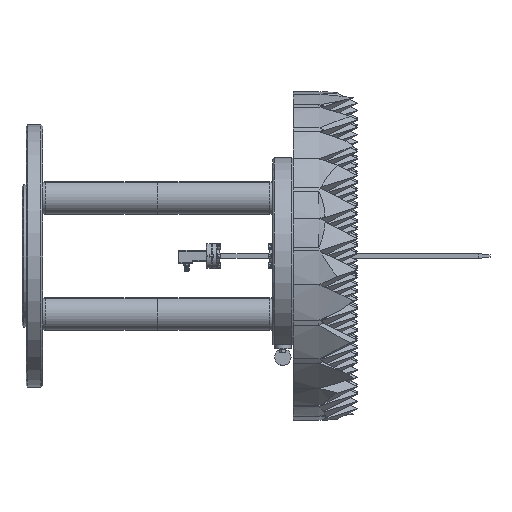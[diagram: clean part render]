
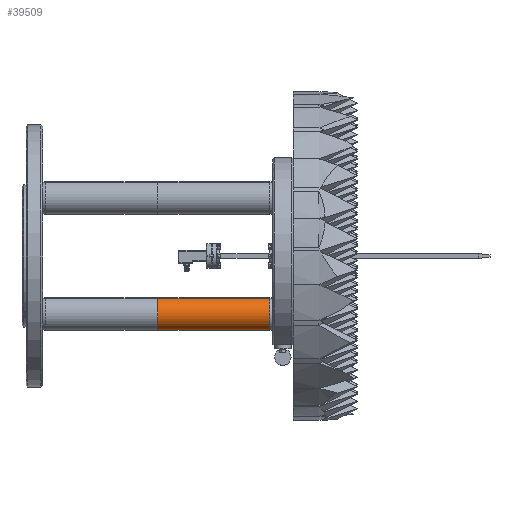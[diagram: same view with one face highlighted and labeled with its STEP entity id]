
A CAD part, left-side view. The second image highlights one B-rep face of the part: STEP entity #39509.
In plain terms, the highlighted cylindrical face has radius 12.7 mm (diameter 25.4 mm), a partial arc.
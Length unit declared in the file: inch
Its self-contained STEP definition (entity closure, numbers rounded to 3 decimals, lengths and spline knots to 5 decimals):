
#3814 = EDGE_LOOP ( 'NONE', ( #22428, #27861, #32584, #26056 ) ) ;
#4954 = LINE ( 'NONE', #56184, #25466 ) ;
#5268 = VERTEX_POINT ( 'NONE', #39554 ) ;
#6334 = CARTESIAN_POINT ( 'NONE',  ( -1.76777, -3.51, -1.76777 ) ) ;
#7232 = AXIS2_PLACEMENT_3D ( 'NONE', #6334, #10629, #19378 ) ;
#7416 = VERTEX_POINT ( 'NONE', #10836 ) ;
#7637 = DIRECTION ( 'NONE',  ( 0., 1., 0. ) ) ;
#9225 = EDGE_CURVE ( 'NONE', #7416, #53485, #20013, .T. ) ;
#9538 = CARTESIAN_POINT ( 'NONE',  ( -1.76777, -6.91, -1.76777 ) ) ;
#10629 = DIRECTION ( 'NONE',  ( 0., 1., 0. ) ) ;
#10836 = CARTESIAN_POINT ( 'NONE',  ( -1.91088, -6.91, -1.28869 ) ) ;
#14964 = VECTOR ( 'NONE', #7637, 39.37008 ) ;
#19378 = DIRECTION ( 'NONE',  ( 0.286, 0., -0.958 ) ) ;
#20013 = CIRCLE ( 'NONE', #26797, 0.5 ) ;
#20550 = FACE_OUTER_BOUND ( 'NONE', #3814, .T. ) ;
#22428 = ORIENTED_EDGE ( 'NONE', *, *, #34472, .F. ) ;
#23461 = VERTEX_POINT ( 'NONE', #26301 ) ;
#24879 = AXIS2_PLACEMENT_3D ( 'NONE', #57508, #31745, #59582 ) ;
#25466 = VECTOR ( 'NONE', #46220, 39.37008 ) ;
#26056 = ORIENTED_EDGE ( 'NONE', *, *, #43632, .T. ) ;
#26301 = CARTESIAN_POINT ( 'NONE',  ( -1.91088, -3.51, -1.28869 ) ) ;
#26686 = LINE ( 'NONE', #41245, #14964 ) ;
#26797 = AXIS2_PLACEMENT_3D ( 'NONE', #9538, #51016, #51928 ) ;
#27861 = ORIENTED_EDGE ( 'NONE', *, *, #41801, .T. ) ;
#31745 = DIRECTION ( 'NONE',  ( 0., -1., 0. ) ) ;
#32584 = ORIENTED_EDGE ( 'NONE', *, *, #9225, .F. ) ;
#34472 = EDGE_CURVE ( 'NONE', #5268, #23461, #43017, .T. ) ;
#39052 = CYLINDRICAL_SURFACE ( 'NONE', #24879, 0.5 ) ;
#39509 = ADVANCED_FACE ( 'NONE', ( #20550 ), #39052, .T. ) ;
#39554 = CARTESIAN_POINT ( 'NONE',  ( -1.62465, -3.51, -2.24685 ) ) ;
#41245 = CARTESIAN_POINT ( 'NONE',  ( -1.91088, -6.91, -1.28869 ) ) ;
#41801 = EDGE_CURVE ( 'NONE', #5268, #53485, #4954, .T. ) ;
#43017 = CIRCLE ( 'NONE', #7232, 0.5 ) ;
#43632 = EDGE_CURVE ( 'NONE', #7416, #23461, #26686, .T. ) ;
#46150 = CARTESIAN_POINT ( 'NONE',  ( -1.62465, -6.91, -2.24685 ) ) ;
#46220 = DIRECTION ( 'NONE',  ( 0., -1., 0. ) ) ;
#51016 = DIRECTION ( 'NONE',  ( 0., -1., 0. ) ) ;
#51928 = DIRECTION ( 'NONE',  ( -0.286, 0., 0.958 ) ) ;
#53485 = VERTEX_POINT ( 'NONE', #46150 ) ;
#56184 = CARTESIAN_POINT ( 'NONE',  ( -1.62465, -3.51, -2.24685 ) ) ;
#57508 = CARTESIAN_POINT ( 'NONE',  ( -1.76777, -6.28594, -1.76777 ) ) ;
#59582 = DIRECTION ( 'NONE',  ( 0.286, 0., -0.958 ) ) ;
